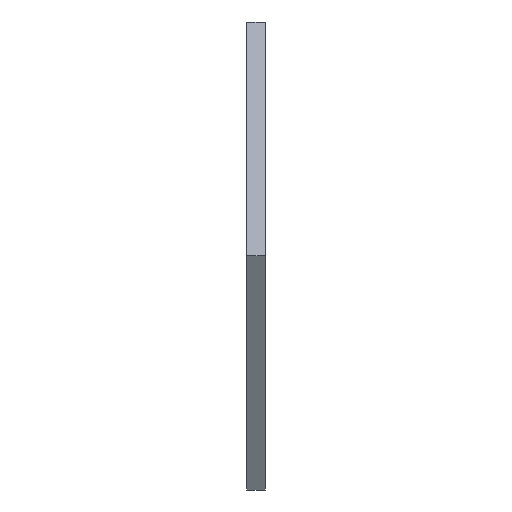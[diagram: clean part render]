
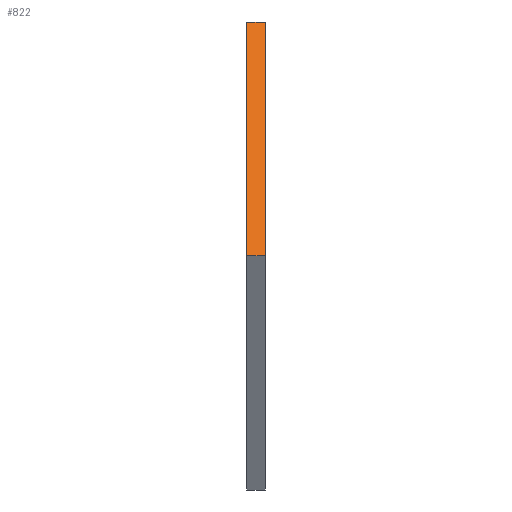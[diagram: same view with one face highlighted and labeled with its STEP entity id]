
A CAD part, left-side view. The second image highlights one B-rep face of the part: STEP entity #822.
In plain terms, the highlighted planar face has unit normal (-0.866, 0, 0.5).
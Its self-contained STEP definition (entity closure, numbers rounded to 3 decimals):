
#8 = EDGE_CURVE ( 'NONE', #28, #676, #812, .T. ) ;
#16 = EDGE_CURVE ( 'NONE', #161, #139, #492, .T. ) ;
#28 = VERTEX_POINT ( 'NONE', #1230 ) ;
#45 = VECTOR ( 'NONE', #1341, 1000. ) ;
#139 = VERTEX_POINT ( 'NONE', #439 ) ;
#141 = AXIS2_PLACEMENT_3D ( 'NONE', #163, #1191, #774 ) ;
#161 = VERTEX_POINT ( 'NONE', #1062 ) ;
#163 = CARTESIAN_POINT ( 'NONE',  ( -57.735, 2., 0. ) ) ;
#177 = CARTESIAN_POINT ( 'NONE',  ( -28.868, 2., 50. ) ) ;
#212 = EDGE_CURVE ( 'NONE', #28, #161, #1173, .T. ) ;
#308 = ORIENTED_EDGE ( 'NONE', *, *, #8, .F. ) ;
#344 = CARTESIAN_POINT ( 'NONE',  ( -57.735, 2., 0. ) ) ;
#439 = CARTESIAN_POINT ( 'NONE',  ( -28.868, -2., 50. ) ) ;
#465 = PLANE ( 'NONE',  #141 ) ;
#477 = DIRECTION ( 'NONE',  ( 0., -1., 0. ) ) ;
#492 = LINE ( 'NONE', #912, #45 ) ;
#493 = VECTOR ( 'NONE', #477, 1000. ) ;
#536 = CARTESIAN_POINT ( 'NONE',  ( -28.868, 2., 50. ) ) ;
#599 = VECTOR ( 'NONE', #763, 1000. ) ;
#622 = CARTESIAN_POINT ( 'NONE',  ( -57.735, 2., 0. ) ) ;
#676 = VERTEX_POINT ( 'NONE', #536 ) ;
#763 = DIRECTION ( 'NONE',  ( 0., -1., 0. ) ) ;
#774 = DIRECTION ( 'NONE',  ( -0.5, 0., -0.866 ) ) ;
#776 = LINE ( 'NONE', #177, #493 ) ;
#807 = ORIENTED_EDGE ( 'NONE', *, *, #941, .F. ) ;
#812 = LINE ( 'NONE', #622, #1010 ) ;
#822 = ADVANCED_FACE ( 'NONE', ( #1305 ), #465, .F. ) ;
#881 = ORIENTED_EDGE ( 'NONE', *, *, #16, .T. ) ;
#912 = CARTESIAN_POINT ( 'NONE',  ( -57.735, -2., 0. ) ) ;
#941 = EDGE_CURVE ( 'NONE', #676, #139, #776, .T. ) ;
#1010 = VECTOR ( 'NONE', #1120, 1000. ) ;
#1062 = CARTESIAN_POINT ( 'NONE',  ( -57.735, -2., 0. ) ) ;
#1120 = DIRECTION ( 'NONE',  ( 0.5, 0., 0.866 ) ) ;
#1139 = EDGE_LOOP ( 'NONE', ( #881, #807, #308, #1227 ) ) ;
#1173 = LINE ( 'NONE', #344, #599 ) ;
#1191 = DIRECTION ( 'NONE',  ( 0.866, 0., -0.5 ) ) ;
#1227 = ORIENTED_EDGE ( 'NONE', *, *, #212, .T. ) ;
#1230 = CARTESIAN_POINT ( 'NONE',  ( -57.735, 2., 0. ) ) ;
#1305 = FACE_OUTER_BOUND ( 'NONE', #1139, .T. ) ;
#1341 = DIRECTION ( 'NONE',  ( 0.5, 0., 0.866 ) ) ;
